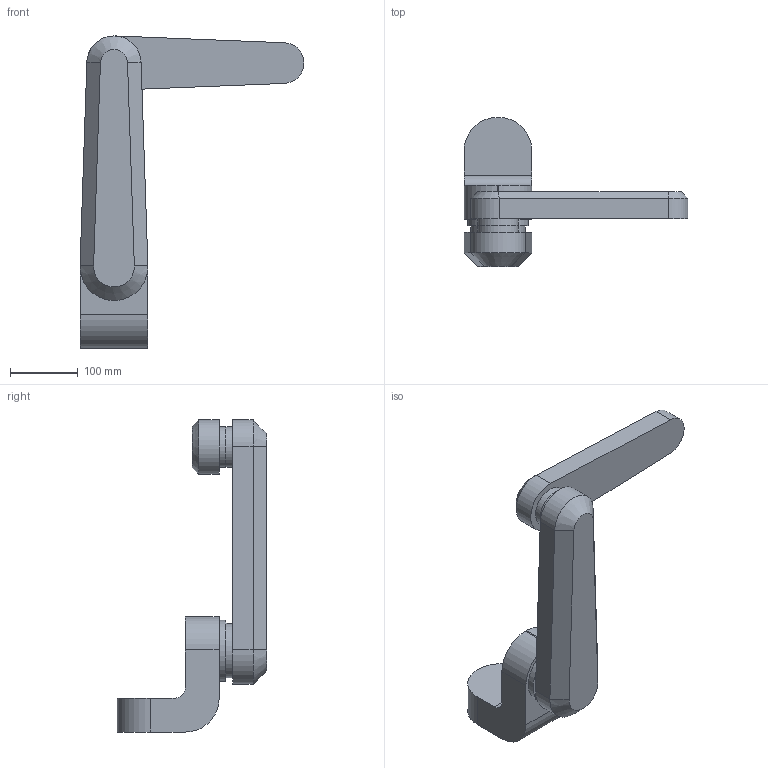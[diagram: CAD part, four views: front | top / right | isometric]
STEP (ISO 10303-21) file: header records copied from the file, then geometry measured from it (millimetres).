
FILE_DESCRIPTION(('FreeCAD Model'),'2;1');
FILE_NAME('robot.stp', '2020-08-02T14:26:51',('Author'),(''), 'Open CASCADE STEP processor 7.3','FreeCAD','Unknown');
FILE_SCHEMA(('AUTOMOTIVE_DESIGN { 1 0 10303 214 1 1 1 1 }'));
Length unit declared in the file: millimetre
Products named in the file (4): robot; L2; L1; L3
Assembly tree (3 placements, depth 2):
  robot
    L2
    L1
    L3
Bounding box: 330 x 220 x 460 mm (x, y, z)
Volume: 3695754.6 mm3; surface area: 255558.9 mm2
Topology: 3 solids, 3 shells, 42 faces, 88 edges, 56 vertices
Faces by surface type: plane 24, cylinder 14, cone 4
Full cylindrical faces by diameter (mm): 60 x2, 80 x1, 90 x1
Entity records: 2380 total; most frequent: CARTESIAN_POINT 414, DIRECTION 380, LINE 204, VECTOR 204, ORIENTED_EDGE 176, PCURVE 176, DEFINITIONAL_REPRESENTATION 176, EDGE_CURVE 88
